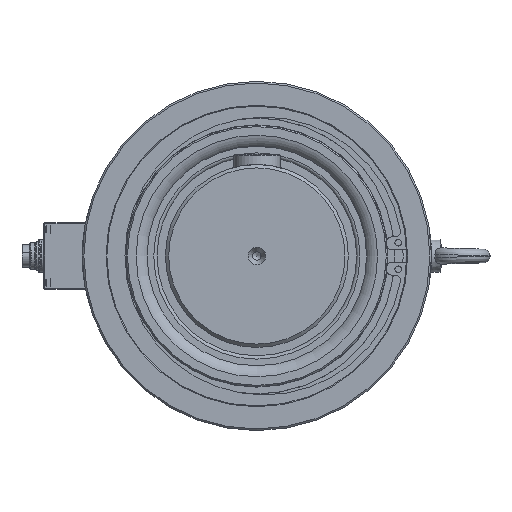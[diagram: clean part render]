
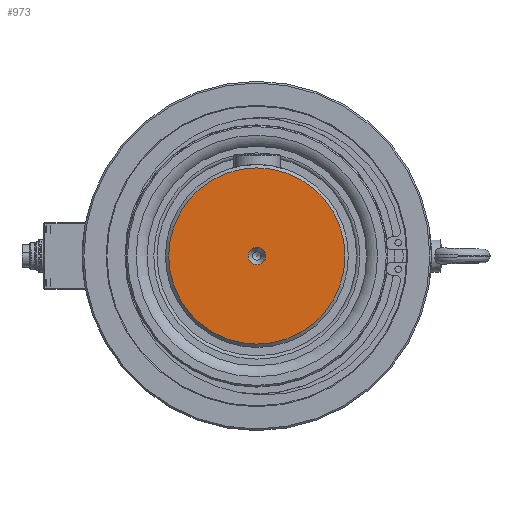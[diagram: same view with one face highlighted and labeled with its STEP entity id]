
A CAD part, left-side view. The second image highlights one B-rep face of the part: STEP entity #973.
In plain terms, the highlighted planar face has unit normal (-1, 0, 0).
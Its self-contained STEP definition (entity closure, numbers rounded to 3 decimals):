
#973 = ADVANCED_FACE( '', ( #2012, #2013 ), #2014, .T. );
#2012 = FACE_BOUND( '', #3600, .T. );
#2013 = FACE_OUTER_BOUND( '', #3601, .T. );
#2014 = PLANE( '', #3602 );
#3600 = EDGE_LOOP( '', ( #6752 ) );
#3601 = EDGE_LOOP( '', ( #6753 ) );
#3602 = AXIS2_PLACEMENT_3D( '', #6754, #6755, #6756 );
#6752 = ORIENTED_EDGE( '', *, *, #9629, .T. );
#6753 = ORIENTED_EDGE( '', *, *, #9630, .T. );
#6754 = CARTESIAN_POINT( '', ( -170., 0., 0. ) );
#6755 = DIRECTION( '', ( -1., 0., 0. ) );
#6756 = DIRECTION( '', ( 0., 0., 1. ) );
#9629 = EDGE_CURVE( '', #10704, #10704, #10705, .T. );
#9630 = EDGE_CURVE( '', #10706, #10706, #10707, .T. );
#10704 = VERTEX_POINT( '', #12244 );
#10705 = CIRCLE( '', #12245, 5.3 );
#10706 = VERTEX_POINT( '', #12246 );
#10707 = CIRCLE( '', #12247, 53. );
#12244 = CARTESIAN_POINT( '', ( -170., 0., -5.3 ) );
#12245 = AXIS2_PLACEMENT_3D( '', #14775, #14776, #14777 );
#12246 = CARTESIAN_POINT( '', ( -170., 0., 53. ) );
#12247 = AXIS2_PLACEMENT_3D( '', #14778, #14779, #14780 );
#14775 = CARTESIAN_POINT( '', ( -170., 0., 0. ) );
#14776 = DIRECTION( '', ( 1., 0., 0. ) );
#14777 = DIRECTION( '', ( 0., 0., -1. ) );
#14778 = CARTESIAN_POINT( '', ( -170., 0., 0. ) );
#14779 = DIRECTION( '', ( -1., 0., 0. ) );
#14780 = DIRECTION( '', ( 0., 0., 1. ) );
